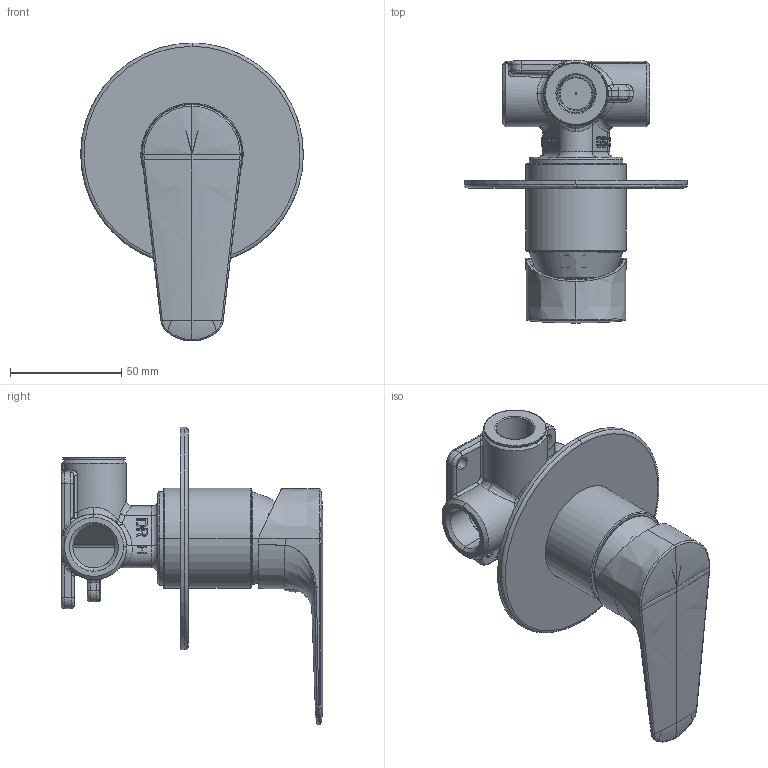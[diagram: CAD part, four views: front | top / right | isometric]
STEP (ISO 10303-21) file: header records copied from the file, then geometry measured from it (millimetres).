
FILE_DESCRIPTION(/* description */ (''),/* implementation_level */ '2;1');
FILE_NAME(/* name */ 'STEP - 9L343700CP_2267334',/* time_stamp */ '2024-11-21T14:22:13+11:00',/* author */ (''),/* organization */ (''),/* preprocessor_version */ 'ST-DEVELOPER v16.5',/* originating_system */ 'Rhino 7.37',/* authorisation */ '');
FILE_SCHEMA (('AUTOMOTIVE_DESIGN'));
Length unit declared in the file: millimetre
Products named in the file (15): Document; 9L343700CP_ASM; 5R9017201PL0; 5L0085701CP0; 5Y0P0013PL; 5L0P0036CP6; 5T0F0149NT5; 5C0131000CP0A2_ASM; 5C0131000CP01; 622120121; 5L0P0120CP23; 5X0C0001NT; 5L0C0412CP; 5D0M016101PL04; 5A0C041202NT6
Assembly tree (14 placements, depth 4):
  Document
    9L343700CP_ASM
      5R9017201PL0
      5L0085701CP0
      5Y0P0013PL
      5L0P0036CP6
      5T0F0149NT5
      5C0131000CP0A2_ASM
        5C0131000CP01
      622120121
      5L0P0120CP23
      5X0C0001NT
      5L0C0412CP
      5D0M016101PL04
      5A0C041202NT6
Bounding box: 100 x 117.58 x 133.81 mm (x, y, z)
Volume: 132063.9 mm3; surface area: 92005.3 mm2
Topology: 12 solids, 12 shells, 1477 faces, 3660 edges, 2241 vertices
Faces by surface type: plane 606, bspline 569, cylinder 302
Entity records: 69206 total; most frequent: CARTESIAN_POINT 45700, ORIENTED_EDGE 7284, EDGE_CURVE 3642, B_SPLINE_CURVE_WITH_KNOTS 2520, VERTEX_POINT 2241, EDGE_LOOP 1557, ADVANCED_FACE 1477, FACE_OUTER_BOUND 1477
